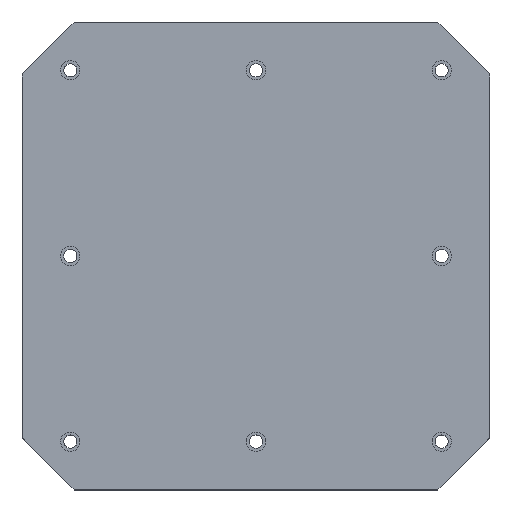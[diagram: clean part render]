
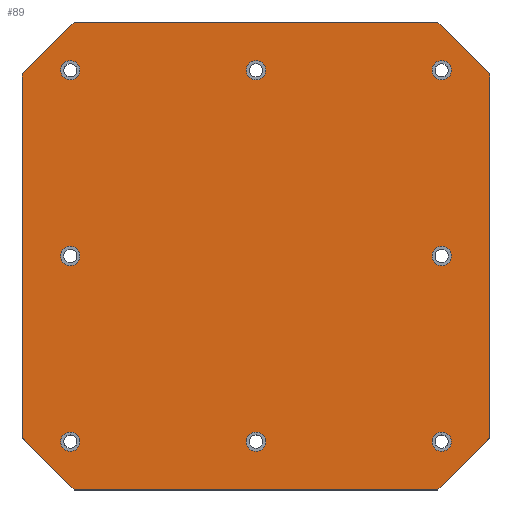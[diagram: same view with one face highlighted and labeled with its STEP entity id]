
A CAD part, top view. The second image highlights one B-rep face of the part: STEP entity #89.
In plain terms, the highlighted planar face has unit normal (0, 0, 1).
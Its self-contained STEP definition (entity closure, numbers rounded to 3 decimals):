
#89 = ADVANCED_FACE( '', ( #161, #162, #163, #164, #165, #166, #167, #168, #169 ), #170, .T. );
#161 = FACE_BOUND( '', #290, .T. );
#162 = FACE_BOUND( '', #291, .T. );
#163 = FACE_BOUND( '', #292, .T. );
#164 = FACE_BOUND( '', #293, .T. );
#165 = FACE_BOUND( '', #294, .T. );
#166 = FACE_BOUND( '', #295, .T. );
#167 = FACE_BOUND( '', #296, .T. );
#168 = FACE_BOUND( '', #297, .T. );
#169 = FACE_OUTER_BOUND( '', #298, .T. );
#170 = PLANE( '', #299 );
#290 = EDGE_LOOP( '', ( #475 ) );
#291 = EDGE_LOOP( '', ( #476 ) );
#292 = EDGE_LOOP( '', ( #477 ) );
#293 = EDGE_LOOP( '', ( #478 ) );
#294 = EDGE_LOOP( '', ( #479 ) );
#295 = EDGE_LOOP( '', ( #480 ) );
#296 = EDGE_LOOP( '', ( #481 ) );
#297 = EDGE_LOOP( '', ( #482 ) );
#298 = EDGE_LOOP( '', ( #483, #484, #485, #486, #487, #488, #489, #490 ) );
#299 = AXIS2_PLACEMENT_3D( '', #491, #492, #493 );
#475 = ORIENTED_EDGE( '', *, *, #662, .T. );
#476 = ORIENTED_EDGE( '', *, *, #663, .T. );
#477 = ORIENTED_EDGE( '', *, *, #664, .T. );
#478 = ORIENTED_EDGE( '', *, *, #665, .T. );
#479 = ORIENTED_EDGE( '', *, *, #666, .T. );
#480 = ORIENTED_EDGE( '', *, *, #667, .T. );
#481 = ORIENTED_EDGE( '', *, *, #668, .T. );
#482 = ORIENTED_EDGE( '', *, *, #669, .T. );
#483 = ORIENTED_EDGE( '', *, *, #640, .T. );
#484 = ORIENTED_EDGE( '', *, *, #645, .T. );
#485 = ORIENTED_EDGE( '', *, *, #641, .T. );
#486 = ORIENTED_EDGE( '', *, *, #647, .T. );
#487 = ORIENTED_EDGE( '', *, *, #670, .T. );
#488 = ORIENTED_EDGE( '', *, *, #659, .T. );
#489 = ORIENTED_EDGE( '', *, *, #621, .T. );
#490 = ORIENTED_EDGE( '', *, *, #625, .T. );
#491 = CARTESIAN_POINT( '', ( -315., -315., 50. ) );
#492 = DIRECTION( '', ( 0., 0., 1. ) );
#493 = DIRECTION( '', ( 1., 0., 0. ) );
#621 = EDGE_CURVE( '', #686, #687, #688, .T. );
#625 = EDGE_CURVE( '', #687, #694, #695, .F. );
#640 = EDGE_CURVE( '', #694, #717, #719, .T. );
#641 = EDGE_CURVE( '', #720, #721, #722, .T. );
#645 = EDGE_CURVE( '', #717, #720, #728, .F. );
#647 = EDGE_CURVE( '', #721, #730, #731, .F. );
#659 = EDGE_CURVE( '', #752, #686, #753, .F. );
#662 = EDGE_CURVE( '', #757, #757, #758, .T. );
#663 = EDGE_CURVE( '', #759, #759, #760, .T. );
#664 = EDGE_CURVE( '', #761, #761, #762, .T. );
#665 = EDGE_CURVE( '', #763, #763, #764, .T. );
#666 = EDGE_CURVE( '', #765, #765, #766, .T. );
#667 = EDGE_CURVE( '', #767, #767, #768, .T. );
#668 = EDGE_CURVE( '', #769, #769, #770, .T. );
#669 = EDGE_CURVE( '', #771, #771, #772, .T. );
#670 = EDGE_CURVE( '', #730, #752, #773, .T. );
#686 = VERTEX_POINT( '', #802 );
#687 = VERTEX_POINT( '', #803 );
#688 = LINE( '', #804, #805 );
#694 = VERTEX_POINT( '', #814 );
#695 = LINE( '', #815, #816 );
#717 = VERTEX_POINT( '', #841 );
#719 = LINE( '', #844, #845 );
#720 = VERTEX_POINT( '', #846 );
#721 = VERTEX_POINT( '', #847 );
#722 = LINE( '', #848, #849 );
#728 = LINE( '', #858, #859 );
#730 = VERTEX_POINT( '', #862 );
#731 = LINE( '', #863, #864 );
#752 = VERTEX_POINT( '', #889 );
#753 = LINE( '', #890, #891 );
#757 = VERTEX_POINT( '', #896 );
#758 = CIRCLE( '', #897, 13. );
#759 = VERTEX_POINT( '', #898 );
#760 = CIRCLE( '', #899, 13. );
#761 = VERTEX_POINT( '', #900 );
#762 = CIRCLE( '', #901, 13. );
#763 = VERTEX_POINT( '', #902 );
#764 = CIRCLE( '', #903, 13. );
#765 = VERTEX_POINT( '', #904 );
#766 = CIRCLE( '', #905, 13. );
#767 = VERTEX_POINT( '', #906 );
#768 = CIRCLE( '', #907, 13. );
#769 = VERTEX_POINT( '', #908 );
#770 = CIRCLE( '', #909, 13. );
#771 = VERTEX_POINT( '', #910 );
#772 = CIRCLE( '', #911, 13. );
#773 = LINE( '', #912, #913 );
#802 = CARTESIAN_POINT( '', ( -315., 245., 50. ) );
#803 = CARTESIAN_POINT( '', ( -315., -245., 50. ) );
#804 = CARTESIAN_POINT( '', ( -315., 315., 50. ) );
#805 = VECTOR( '', #942, 1000. );
#814 = CARTESIAN_POINT( '', ( -245., -315., 50. ) );
#815 = CARTESIAN_POINT( '', ( -280., -280., 50. ) );
#816 = VECTOR( '', #946, 1000. );
#841 = CARTESIAN_POINT( '', ( 245., -315., 50. ) );
#844 = CARTESIAN_POINT( '', ( -315., -315., 50. ) );
#845 = VECTOR( '', #975, 1000. );
#846 = CARTESIAN_POINT( '', ( 315., -245., 50. ) );
#847 = CARTESIAN_POINT( '', ( 315., 245., 50. ) );
#848 = CARTESIAN_POINT( '', ( 315., -315., 50. ) );
#849 = VECTOR( '', #976, 1000. );
#858 = CARTESIAN_POINT( '', ( -35., -595., 50. ) );
#859 = VECTOR( '', #980, 1000. );
#862 = CARTESIAN_POINT( '', ( 245., 315., 50. ) );
#863 = CARTESIAN_POINT( '', ( 280., 280., 50. ) );
#864 = VECTOR( '', #982, 1000. );
#889 = CARTESIAN_POINT( '', ( -245., 315., 50. ) );
#890 = CARTESIAN_POINT( '', ( -595., -35., 50. ) );
#891 = VECTOR( '', #1008, 1000. );
#896 = CARTESIAN_POINT( '', ( -250., -13., 50. ) );
#897 = AXIS2_PLACEMENT_3D( '', #1013, #1014, #1015 );
#898 = CARTESIAN_POINT( '', ( 250., -13., 50. ) );
#899 = AXIS2_PLACEMENT_3D( '', #1016, #1017, #1018 );
#900 = CARTESIAN_POINT( '', ( 0., -263., 50. ) );
#901 = AXIS2_PLACEMENT_3D( '', #1019, #1020, #1021 );
#902 = CARTESIAN_POINT( '', ( 0., 237., 50. ) );
#903 = AXIS2_PLACEMENT_3D( '', #1022, #1023, #1024 );
#904 = CARTESIAN_POINT( '', ( -250., 237., 50. ) );
#905 = AXIS2_PLACEMENT_3D( '', #1025, #1026, #1027 );
#906 = CARTESIAN_POINT( '', ( 250., 237., 50. ) );
#907 = AXIS2_PLACEMENT_3D( '', #1028, #1029, #1030 );
#908 = CARTESIAN_POINT( '', ( 250., -263., 50. ) );
#909 = AXIS2_PLACEMENT_3D( '', #1031, #1032, #1033 );
#910 = CARTESIAN_POINT( '', ( -250., -263., 50. ) );
#911 = AXIS2_PLACEMENT_3D( '', #1034, #1035, #1036 );
#912 = CARTESIAN_POINT( '', ( 315., 315., 50. ) );
#913 = VECTOR( '', #1037, 1000. );
#942 = DIRECTION( '', ( 0., -1., 0. ) );
#946 = DIRECTION( '', ( -0.707, 0.707, 0. ) );
#975 = DIRECTION( '', ( 1., 0., 0. ) );
#976 = DIRECTION( '', ( 0., 1., 0. ) );
#980 = DIRECTION( '', ( -0.707, -0.707, 0. ) );
#982 = DIRECTION( '', ( 0.707, -0.707, 0. ) );
#1008 = DIRECTION( '', ( 0.707, 0.707, 0. ) );
#1013 = CARTESIAN_POINT( '', ( -250., 0., 50. ) );
#1014 = DIRECTION( '', ( 0., 0., -1. ) );
#1015 = DIRECTION( '', ( 0., -1., 0. ) );
#1016 = CARTESIAN_POINT( '', ( 250., 0., 50. ) );
#1017 = DIRECTION( '', ( 0., 0., -1. ) );
#1018 = DIRECTION( '', ( 0., -1., 0. ) );
#1019 = CARTESIAN_POINT( '', ( 0., -250., 50. ) );
#1020 = DIRECTION( '', ( 0., 0., -1. ) );
#1021 = DIRECTION( '', ( 0., -1., 0. ) );
#1022 = CARTESIAN_POINT( '', ( 0., 250., 50. ) );
#1023 = DIRECTION( '', ( 0., 0., -1. ) );
#1024 = DIRECTION( '', ( 0., -1., 0. ) );
#1025 = CARTESIAN_POINT( '', ( -250., 250., 50. ) );
#1026 = DIRECTION( '', ( 0., 0., -1. ) );
#1027 = DIRECTION( '', ( 0., -1., 0. ) );
#1028 = CARTESIAN_POINT( '', ( 250., 250., 50. ) );
#1029 = DIRECTION( '', ( 0., 0., -1. ) );
#1030 = DIRECTION( '', ( 0., -1., 0. ) );
#1031 = CARTESIAN_POINT( '', ( 250., -250., 50. ) );
#1032 = DIRECTION( '', ( 0., 0., -1. ) );
#1033 = DIRECTION( '', ( 0., -1., 0. ) );
#1034 = CARTESIAN_POINT( '', ( -250., -250., 50. ) );
#1035 = DIRECTION( '', ( 0., 0., -1. ) );
#1036 = DIRECTION( '', ( 0., -1., 0. ) );
#1037 = DIRECTION( '', ( -1., 0., 0. ) );
